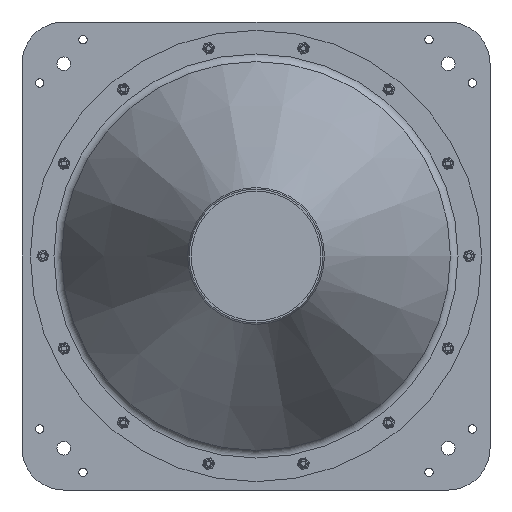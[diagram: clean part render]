
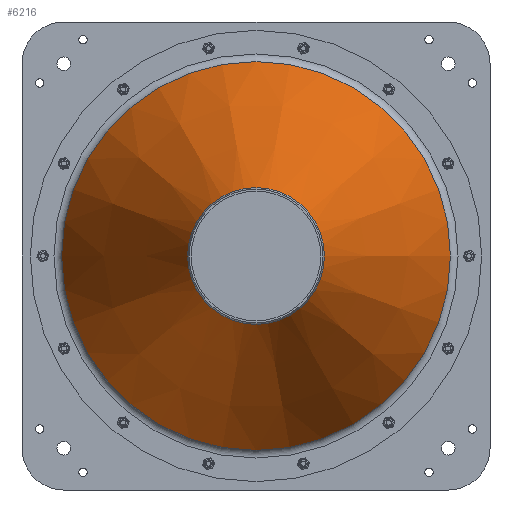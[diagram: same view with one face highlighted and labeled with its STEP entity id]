
A CAD part, left-side view. The second image highlights one B-rep face of the part: STEP entity #6216.
In plain terms, the highlighted conical face has half-angle 25 degrees and reference radius 100.126 mm.
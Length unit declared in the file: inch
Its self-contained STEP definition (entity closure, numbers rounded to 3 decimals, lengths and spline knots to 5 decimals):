
#464=FACE_BOUND('',#1744,.T.);
#747=CONICAL_SURFACE('',#6924,3.94197,25.);
#1227=FACE_OUTER_BOUND('',#1743,.T.);
#1743=EDGE_LOOP('',(#5507));
#1744=EDGE_LOOP('',(#5508));
#2538=CIRCLE('',#6922,5.81664);
#2540=CIRCLE('',#6925,2.04685);
#3094=VERTEX_POINT('',#26013);
#3096=VERTEX_POINT('',#26018);
#3952=EDGE_CURVE('',#3094,#3094,#2538,.T.);
#3954=EDGE_CURVE('',#3096,#3096,#2540,.T.);
#5507=ORIENTED_EDGE('',*,*,#3954,.F.);
#5508=ORIENTED_EDGE('',*,*,#3952,.F.);
#6216=ADVANCED_FACE('',(#1227,#464),#747,.T.);
#6922=AXIS2_PLACEMENT_3D('',#26014,#8419,#8420);
#6924=AXIS2_PLACEMENT_3D('',#26017,#8423,#8424);
#6925=AXIS2_PLACEMENT_3D('',#26019,#8425,#8426);
#8419=DIRECTION('center_axis',(1.,0.,0.));
#8420=DIRECTION('ref_axis',(0.,1.,0.));
#8423=DIRECTION('center_axis',(1.,0.,0.));
#8424=DIRECTION('ref_axis',(0.,-1.,0.));
#8425=DIRECTION('center_axis',(-1.,0.,0.));
#8426=DIRECTION('ref_axis',(0.,1.,0.));
#26013=CARTESIAN_POINT('',(-0.40935,-5.81664,0.));
#26014=CARTESIAN_POINT('Origin',(-0.40935,0.,
0.));
#26017=CARTESIAN_POINT('Origin',(-4.42958,0.,
0.));
#26018=CARTESIAN_POINT('',(-8.49369,-2.04685,0.));
#26019=CARTESIAN_POINT('Origin',(-8.49369,0.,
0.));
